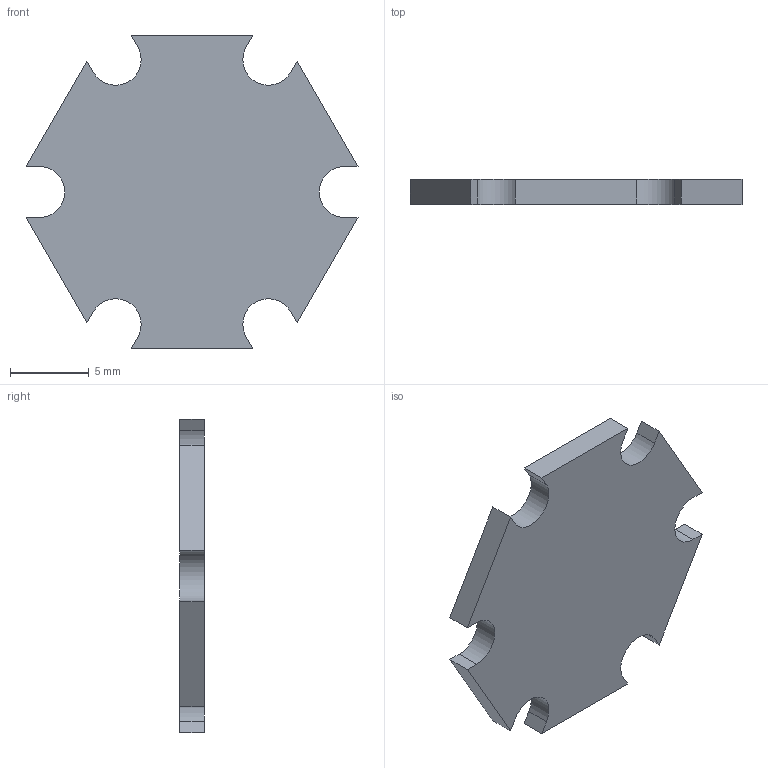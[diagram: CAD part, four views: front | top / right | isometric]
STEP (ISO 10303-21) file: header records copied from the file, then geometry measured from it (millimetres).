
FILE_DESCRIPTION (( 'STEP AP214' ), '1' );
FILE_NAME ('E678FBAE-94EA-4CF2-90AB-B5D215F38C2C.STEP', '2022-11-11T07:44:03', ( '' ), ( '' ), 'SwSTEP 2.0', 'SolidWorks 2022', '' );
FILE_SCHEMA (( 'AUTOMOTIVE_DESIGN' ));
Length unit declared in the file: millimetre
Products named in the file (1): E678FBAE-94EA-4CF2-90AB-B5D215F38C2C
Bounding box: 21.09 x 1.59 x 19.89 mm (x, y, z)
Volume: 462.5 mm3; surface area: 724.8 mm2
Topology: 1 solids, 1 shells, 96 faces, 252 edges, 168 vertices
Faces by surface type: plane 84, cylinder 8, bspline 4
Entity records: 3299 total; most frequent: CARTESIAN_POINT 601, ORIENTED_EDGE 504, DIRECTION 446, EDGE_CURVE 252, LINE 228, VECTOR 228, VERTEX_POINT 168, AXIS2_PLACEMENT_3D 109
